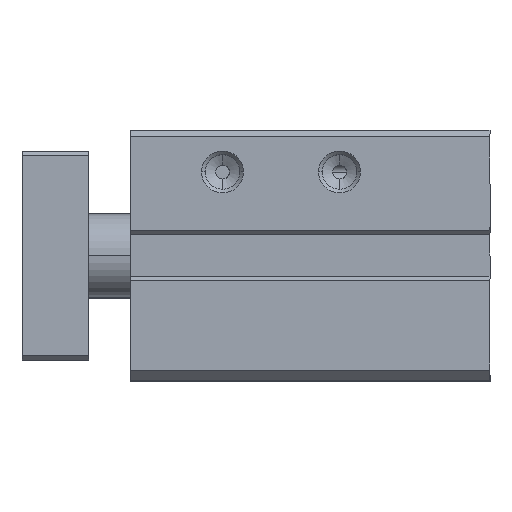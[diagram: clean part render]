
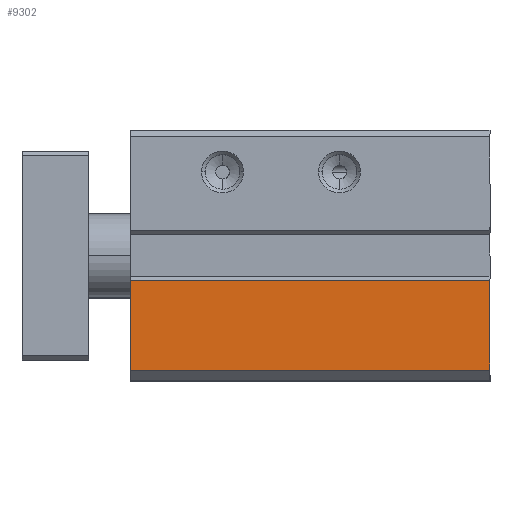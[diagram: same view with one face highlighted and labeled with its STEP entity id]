
A CAD part, top view. The second image highlights one B-rep face of the part: STEP entity #9302.
In plain terms, the highlighted planar face has unit normal (0, 0, 1).
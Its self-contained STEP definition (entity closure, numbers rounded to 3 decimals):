
#393 = DIRECTION ( 'NONE',  ( 0., -1., 0. ) ) ;
#485 = VECTOR ( 'NONE', #9133, 1000. ) ;
#537 = ORIENTED_EDGE ( 'NONE', *, *, #10035, .T. ) ;
#783 = CARTESIAN_POINT ( 'NONE',  ( 43., -13.7, 32. ) ) ;
#1261 = FACE_OUTER_BOUND ( 'NONE', #6979, .T. ) ;
#2263 = CARTESIAN_POINT ( 'NONE',  ( 0., -13.7, 32. ) ) ;
#2681 = CARTESIAN_POINT ( 'NONE',  ( 43., -13.7, 32. ) ) ;
#2735 = CARTESIAN_POINT ( 'NONE',  ( 0., -3., 32. ) ) ;
#2756 = EDGE_CURVE ( 'NONE', #10998, #2830, #10461, .T. ) ;
#2830 = VERTEX_POINT ( 'NONE', #4732 ) ;
#3349 = VECTOR ( 'NONE', #12526, 1000. ) ;
#4220 = CARTESIAN_POINT ( 'NONE',  ( 0., -13.7, 32. ) ) ;
#4732 = CARTESIAN_POINT ( 'NONE',  ( 43., -3., 32. ) ) ;
#5183 = PLANE ( 'NONE',  #11955 ) ;
#6036 = LINE ( 'NONE', #6287, #485 ) ;
#6287 = CARTESIAN_POINT ( 'NONE',  ( 0., -13.7, 32. ) ) ;
#6609 = VECTOR ( 'NONE', #393, 1000. ) ;
#6979 = EDGE_LOOP ( 'NONE', ( #537, #7283, #11538, #11897 ) ) ;
#7134 = LINE ( 'NONE', #2263, #6609 ) ;
#7283 = ORIENTED_EDGE ( 'NONE', *, *, #11812, .T. ) ;
#7723 = VERTEX_POINT ( 'NONE', #10609 ) ;
#8534 = CARTESIAN_POINT ( 'NONE',  ( 0., -3., 32. ) ) ;
#9133 = DIRECTION ( 'NONE',  ( 1., 0., 0. ) ) ;
#9302 = ADVANCED_FACE ( 'NONE', ( #1261 ), #5183, .T. ) ;
#10035 = EDGE_CURVE ( 'NONE', #12322, #7723, #7134, .T. ) ;
#10387 = DIRECTION ( 'NONE',  ( 0., 0., 1. ) ) ;
#10461 = LINE ( 'NONE', #2681, #3349 ) ;
#10576 = DIRECTION ( 'NONE',  ( 1., 0., 0. ) ) ;
#10609 = CARTESIAN_POINT ( 'NONE',  ( 0., -13.7, 32. ) ) ;
#10998 = VERTEX_POINT ( 'NONE', #783 ) ;
#11370 = VECTOR ( 'NONE', #11474, 1000. ) ;
#11474 = DIRECTION ( 'NONE',  ( -1., 0., 0. ) ) ;
#11538 = ORIENTED_EDGE ( 'NONE', *, *, #2756, .T. ) ;
#11672 = LINE ( 'NONE', #2735, #11370 ) ;
#11812 = EDGE_CURVE ( 'NONE', #7723, #10998, #6036, .T. ) ;
#11897 = ORIENTED_EDGE ( 'NONE', *, *, #12438, .T. ) ;
#11955 = AXIS2_PLACEMENT_3D ( 'NONE', #4220, #10387, #10576 ) ;
#12322 = VERTEX_POINT ( 'NONE', #8534 ) ;
#12438 = EDGE_CURVE ( 'NONE', #2830, #12322, #11672, .T. ) ;
#12526 = DIRECTION ( 'NONE',  ( 0., 1., 0. ) ) ;
